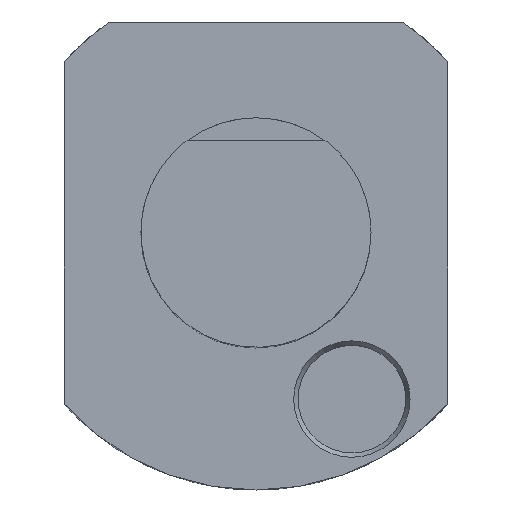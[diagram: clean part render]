
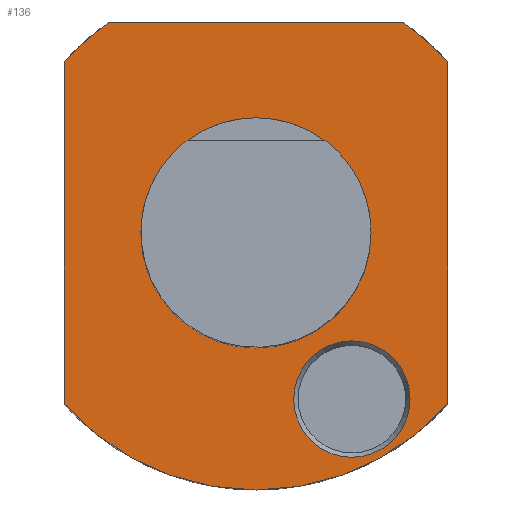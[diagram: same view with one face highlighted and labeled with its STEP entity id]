
A CAD part, top view. The second image highlights one B-rep face of the part: STEP entity #136.
In plain terms, the highlighted planar face has unit normal (0, 0, 1).
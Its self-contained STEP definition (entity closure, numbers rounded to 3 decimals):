
#62=PLANE('',#989);
#136=ADVANCED_FACE('',(#330,#331,#332),#62,.T.);
#213=LINE('',#1411,#272);
#214=LINE('',#1415,#273);
#215=LINE('',#1419,#274);
#272=VECTOR('',#1119,1.);
#273=VECTOR('',#1122,1.);
#274=VECTOR('',#1125,1.);
#330=FACE_BOUND('',#359,.T.);
#331=FACE_BOUND('',#360,.T.);
#332=FACE_BOUND('',#361,.T.);
#359=EDGE_LOOP('',(#435));
#360=EDGE_LOOP('',(#436,#437,#438,#439,#440,#441));
#361=EDGE_LOOP('',(#442));
#435=ORIENTED_EDGE('',*,*,#784,.F.);
#436=ORIENTED_EDGE('',*,*,#785,.F.);
#437=ORIENTED_EDGE('',*,*,#786,.T.);
#438=ORIENTED_EDGE('',*,*,#787,.F.);
#439=ORIENTED_EDGE('',*,*,#788,.T.);
#440=ORIENTED_EDGE('',*,*,#789,.F.);
#441=ORIENTED_EDGE('',*,*,#790,.T.);
#442=ORIENTED_EDGE('',*,*,#778,.F.);
#688=VERTEX_POINT('',#1394);
#693=VERTEX_POINT('',#1407);
#694=VERTEX_POINT('',#1409);
#695=VERTEX_POINT('',#1410);
#696=VERTEX_POINT('',#1412);
#697=VERTEX_POINT('',#1414);
#698=VERTEX_POINT('',#1416);
#699=VERTEX_POINT('',#1418);
#778=EDGE_CURVE('',#688,#688,#908,.T.);
#784=EDGE_CURVE('',#693,#693,#911,.T.);
#785=EDGE_CURVE('',#694,#695,#912,.T.);
#786=EDGE_CURVE('',#694,#696,#213,.T.);
#787=EDGE_CURVE('',#697,#696,#913,.T.);
#788=EDGE_CURVE('',#697,#698,#214,.T.);
#789=EDGE_CURVE('',#699,#698,#914,.T.);
#790=EDGE_CURVE('',#699,#695,#215,.T.);
#908=CIRCLE('',#980,14.997);
#911=CIRCLE('',#985,7.584);
#912=CIRCLE('',#986,33.5);
#913=CIRCLE('',#987,33.5);
#914=CIRCLE('',#988,33.5);
#980=AXIS2_PLACEMENT_3D('',#1393,#1102,#1103);
#985=AXIS2_PLACEMENT_3D('',#1406,#1115,#1116);
#986=AXIS2_PLACEMENT_3D('',#1408,#1117,#1118);
#987=AXIS2_PLACEMENT_3D('',#1413,#1120,#1121);
#988=AXIS2_PLACEMENT_3D('',#1417,#1123,#1124);
#989=AXIS2_PLACEMENT_3D('',#1420,#1126,#1127);
#1102=DIRECTION('',(0.,0.,1.));
#1103=DIRECTION('',(1.,0.,0.));
#1115=DIRECTION('',(0.,0.,1.));
#1116=DIRECTION('',(1.,0.,0.));
#1117=DIRECTION('',(0.,0.,-1.));
#1118=DIRECTION('',(1.,0.,0.));
#1119=DIRECTION('',(-1.,0.,0.));
#1120=DIRECTION('',(0.,0.,-1.));
#1121=DIRECTION('',(1.,0.,0.));
#1122=DIRECTION('',(0.,-1.,0.));
#1123=DIRECTION('',(0.,0.,-1.));
#1124=DIRECTION('',(1.,0.,0.));
#1125=DIRECTION('',(0.,1.,0.));
#1126=DIRECTION('',(0.,0.,1.));
#1127=DIRECTION('',(-1.,0.,0.));
#1393=CARTESIAN_POINT('',(0.,0.,0.));
#1394=CARTESIAN_POINT('',(14.997,0.,0.));
#1406=CARTESIAN_POINT('',(12.5,-21.651,0.));
#1407=CARTESIAN_POINT('',(20.084,-21.651,0.));
#1408=CARTESIAN_POINT('',(0.,0.,0.));
#1409=CARTESIAN_POINT('',(19.131,27.5,0.));
#1410=CARTESIAN_POINT('',(25.,22.299,0.));
#1411=CARTESIAN_POINT('',(-33.5,27.5,0.));
#1412=CARTESIAN_POINT('',(-19.131,27.5,0.));
#1413=CARTESIAN_POINT('',(0.,0.,0.));
#1414=CARTESIAN_POINT('',(-25.,22.299,0.));
#1415=CARTESIAN_POINT('',(-25.,0.,0.));
#1416=CARTESIAN_POINT('',(-25.,-22.299,0.));
#1417=CARTESIAN_POINT('',(0.,0.,0.));
#1418=CARTESIAN_POINT('',(25.,-22.299,0.));
#1419=CARTESIAN_POINT('',(25.,0.,0.));
#1420=CARTESIAN_POINT('',(-33.5,0.,0.));
